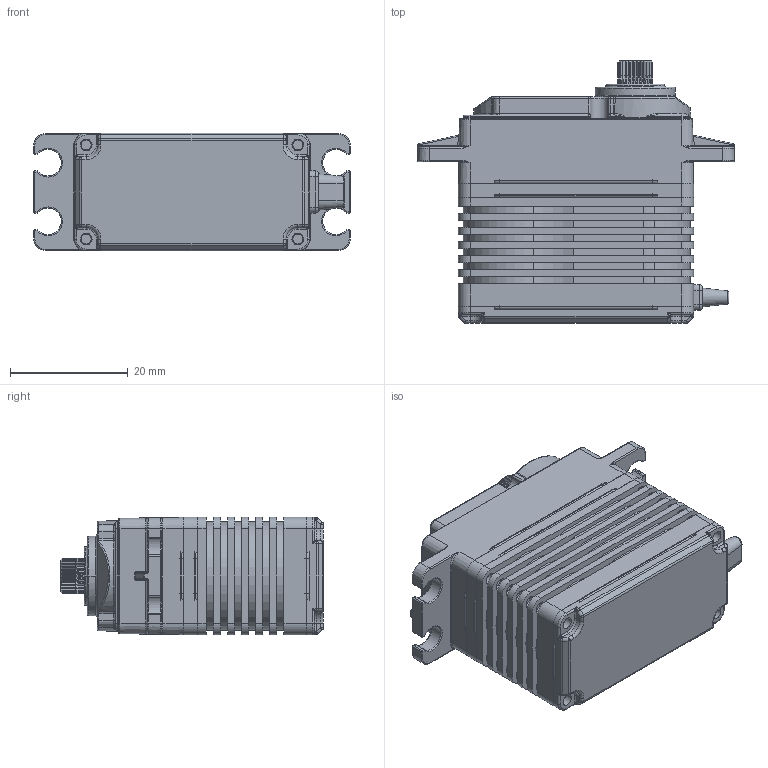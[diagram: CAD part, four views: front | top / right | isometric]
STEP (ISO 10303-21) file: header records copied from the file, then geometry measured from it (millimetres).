
FILE_DESCRIPTION((''),'2;1');
FILE_NAME('221004700001_HSB-9360TH_ASM','2017-08-30T',('servo-csw'),(''),'CREO PARAMETRIC BY PTC INC, 2014440','CREO PARAMETRIC BY PTC INC, 2014440','');
FILE_SCHEMA(('CONFIG_CONTROL_DESIGN'));
Products named in the file (9): 120101000476_HS7950M; 120208000011_HS7950-O-RING; 120212000314_5998TG4F; 120212000314_5998TG4F_ASM; 120101000477_HS7950T; 120101020031_HS9380HT; 120105000070_GAG-02-A; 120101030037_HS9380L; 221004700001_HSB-9360TH_ASM
Assembly tree (10 placements, depth 3):
  221004700001_HSB-9360TH_ASM
    120101000476_HS7950M
    120208000011_HS7950-O-RING  x3
    120212000314_5998TG4F_ASM
      120212000314_5998TG4F
    120101000477_HS7950T
    120101020031_HS9380HT
    120105000070_GAG-02-A
    120101030037_HS9380L
Bounding box: 53.86 x 44.7 x 20 mm (x, y, z)
Volume: 27927.3 mm3; surface area: 15322.4 mm2
Topology: 9 solids, 9 shells, 1634 faces, 4105 edges, 2519 vertices
Faces by surface type: plane 647, cylinder 509, torus 176, bspline 124, cone 110, sphere 68
Entity records: 66208 total; most frequent: CARTESIAN_POINT 14474, ORIENTED_EDGE 7946, DIRECTION 7858, PRESENTATION_STYLE_ASSIGNMENT 4153, STYLED_ITEM 4038, CURVE_STYLE 3973, EDGE_CURVE 3973, AXIS2_PLACEMENT_3D 2784
